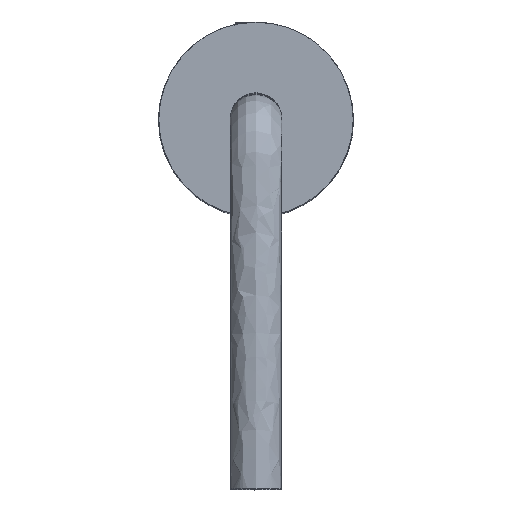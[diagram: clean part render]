
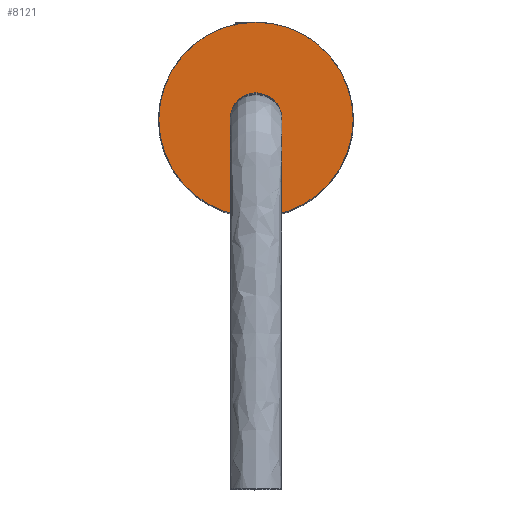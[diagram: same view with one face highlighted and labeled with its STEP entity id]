
A CAD part, top view. The second image highlights one B-rep face of the part: STEP entity #8121.
In plain terms, the highlighted planar face has unit normal (0, 0, 1).
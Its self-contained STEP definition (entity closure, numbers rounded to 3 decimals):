
#532 = EDGE_CURVE ( 'NONE', #7169, #8180, #2869, .T. ) ;
#912 = FACE_OUTER_BOUND ( 'NONE', #3647, .T. ) ;
#2666 = EDGE_CURVE ( 'NONE', #8180, #7169, #7200, .T. ) ;
#2810 = DIRECTION ( 'NONE',  ( 1., 0., 0. ) ) ;
#2869 = CIRCLE ( 'NONE', #6600, 1.315 ) ;
#3543 = CARTESIAN_POINT ( 'NONE',  ( 1.315, 0., 3.025 ) ) ;
#3647 = EDGE_LOOP ( 'NONE', ( #5019, #9228 ) ) ;
#5019 = ORIENTED_EDGE ( 'NONE', *, *, #2666, .T. ) ;
#5629 = CARTESIAN_POINT ( 'NONE',  ( 0., 0., 3.025 ) ) ;
#5729 = DIRECTION ( 'NONE',  ( 0., 0., 1. ) ) ;
#5958 = AXIS2_PLACEMENT_3D ( 'NONE', #9653, #8913, #8865 ) ;
#6241 = CARTESIAN_POINT ( 'NONE',  ( 0., 0., 3.025 ) ) ;
#6410 = AXIS2_PLACEMENT_3D ( 'NONE', #6241, #9244, #9401 ) ;
#6590 = PLANE ( 'NONE',  #5958 ) ;
#6600 = AXIS2_PLACEMENT_3D ( 'NONE', #5629, #5729, #2810 ) ;
#7169 = VERTEX_POINT ( 'NONE', #3543 ) ;
#7200 = CIRCLE ( 'NONE', #6410, 1.315 ) ;
#8121 = ADVANCED_FACE ( 'NONE', ( #912 ), #6590, .T. ) ;
#8180 = VERTEX_POINT ( 'NONE', #8363 ) ;
#8363 = CARTESIAN_POINT ( 'NONE',  ( -1.315, 0., 3.025 ) ) ;
#8865 = DIRECTION ( 'NONE',  ( 1., 0., 0. ) ) ;
#8913 = DIRECTION ( 'NONE',  ( 0., 0., 1. ) ) ;
#9228 = ORIENTED_EDGE ( 'NONE', *, *, #532, .T. ) ;
#9244 = DIRECTION ( 'NONE',  ( 0., 0., 1. ) ) ;
#9401 = DIRECTION ( 'NONE',  ( 1., 0., 0. ) ) ;
#9653 = CARTESIAN_POINT ( 'NONE',  ( 0., 0., 3.025 ) ) ;
